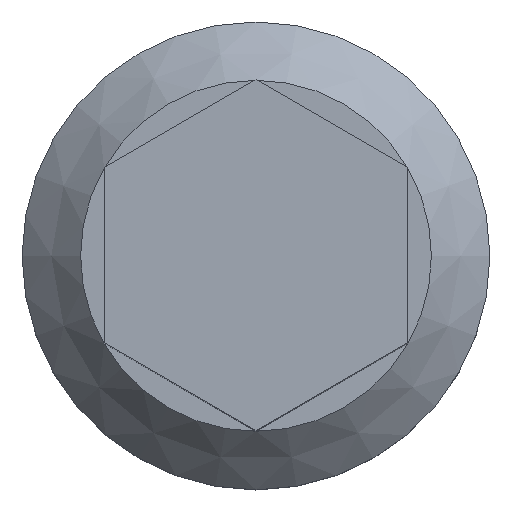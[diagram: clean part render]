
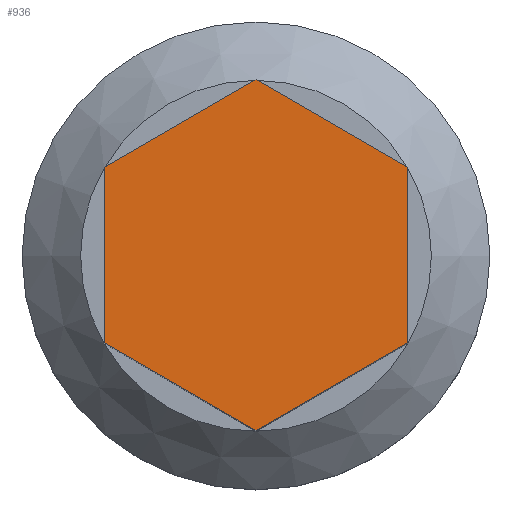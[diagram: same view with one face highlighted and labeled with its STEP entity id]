
A CAD part, top view. The second image highlights one B-rep face of the part: STEP entity #936.
In plain terms, the highlighted planar face has unit normal (0, 0, 1).
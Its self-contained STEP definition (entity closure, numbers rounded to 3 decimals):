
#386 = PLANE('',#387);
#387 = AXIS2_PLACEMENT_3D('',#388,#389,#390);
#388 = CARTESIAN_POINT('',(3.897,-2.25,4.));
#389 = DIRECTION('',(-1.,0.,0.));
#390 = DIRECTION('',(0.,1.,0.));
#415 = PLANE('',#416);
#416 = AXIS2_PLACEMENT_3D('',#417,#418,#419);
#417 = CARTESIAN_POINT('',(3.897,2.25,4.));
#418 = DIRECTION('',(-0.5,-0.866,0.));
#419 = DIRECTION('',(-0.866,0.5,0.));
#445 = PLANE('',#446);
#446 = AXIS2_PLACEMENT_3D('',#447,#448,#449);
#447 = CARTESIAN_POINT('',(0.,4.5,4.));
#448 = DIRECTION('',(0.5,-0.866,0.));
#449 = DIRECTION('',(-0.866,-0.5,0.));
#475 = PLANE('',#476);
#476 = AXIS2_PLACEMENT_3D('',#477,#478,#479);
#477 = CARTESIAN_POINT('',(-3.897,2.25,4.));
#478 = DIRECTION('',(1.,0.,0.));
#479 = DIRECTION('',(0.,-1.,0.));
#506 = PLANE('',#507);
#507 = AXIS2_PLACEMENT_3D('',#508,#509,#510);
#508 = CARTESIAN_POINT('',(-3.897,-2.25,4.));
#509 = DIRECTION('',(0.5,0.866,0.));
#510 = DIRECTION('',(0.866,-0.5,0.));
#536 = PLANE('',#537);
#537 = AXIS2_PLACEMENT_3D('',#538,#539,#540);
#538 = CARTESIAN_POINT('',(0.,-4.5,4.));
#539 = DIRECTION('',(-0.5,0.866,0.));
#540 = DIRECTION('',(0.866,0.5,0.));
#607 = VERTEX_POINT('',#608);
#608 = CARTESIAN_POINT('',(3.897,-2.25,16.));
#629 = EDGE_CURVE('',#607,#630,#632,.T.);
#630 = VERTEX_POINT('',#631);
#631 = CARTESIAN_POINT('',(3.897,2.25,16.));
#632 = SURFACE_CURVE('',#633,(#637,#644),.PCURVE_S1.);
#633 = LINE('',#634,#635);
#634 = CARTESIAN_POINT('',(3.897,-2.25,16.));
#635 = VECTOR('',#636,1.);
#636 = DIRECTION('',(0.,1.,0.));
#637 = PCURVE('',#386,#638);
#638 = DEFINITIONAL_REPRESENTATION('',(#639),#643);
#639 = LINE('',#640,#641);
#640 = CARTESIAN_POINT('',(0.,-12.));
#641 = VECTOR('',#642,1.);
#642 = DIRECTION('',(1.,0.));
#643 = ( GEOMETRIC_REPRESENTATION_CONTEXT(2) 
PARAMETRIC_REPRESENTATION_CONTEXT() REPRESENTATION_CONTEXT('2D SPACE',''
  ) );
#644 = PCURVE('',#645,#650);
#645 = PLANE('',#646);
#646 = AXIS2_PLACEMENT_3D('',#647,#648,#649);
#647 = CARTESIAN_POINT('',(0.,0.,16.));
#648 = DIRECTION('',(0.,0.,1.));
#649 = DIRECTION('',(1.,0.,0.));
#650 = DEFINITIONAL_REPRESENTATION('',(#651),#655);
#651 = LINE('',#652,#653);
#652 = CARTESIAN_POINT('',(3.897,-2.25));
#653 = VECTOR('',#654,1.);
#654 = DIRECTION('',(0.,1.));
#655 = ( GEOMETRIC_REPRESENTATION_CONTEXT(2) 
PARAMETRIC_REPRESENTATION_CONTEXT() REPRESENTATION_CONTEXT('2D SPACE',''
  ) );
#683 = EDGE_CURVE('',#630,#684,#686,.T.);
#684 = VERTEX_POINT('',#685);
#685 = CARTESIAN_POINT('',(0.,4.5,16.));
#686 = SURFACE_CURVE('',#687,(#691,#698),.PCURVE_S1.);
#687 = LINE('',#688,#689);
#688 = CARTESIAN_POINT('',(3.897,2.25,16.));
#689 = VECTOR('',#690,1.);
#690 = DIRECTION('',(-0.866,0.5,0.));
#691 = PCURVE('',#415,#692);
#692 = DEFINITIONAL_REPRESENTATION('',(#693),#697);
#693 = LINE('',#694,#695);
#694 = CARTESIAN_POINT('',(0.,-12.));
#695 = VECTOR('',#696,1.);
#696 = DIRECTION('',(1.,0.));
#697 = ( GEOMETRIC_REPRESENTATION_CONTEXT(2) 
PARAMETRIC_REPRESENTATION_CONTEXT() REPRESENTATION_CONTEXT('2D SPACE',''
  ) );
#698 = PCURVE('',#645,#699);
#699 = DEFINITIONAL_REPRESENTATION('',(#700),#704);
#700 = LINE('',#701,#702);
#701 = CARTESIAN_POINT('',(3.897,2.25));
#702 = VECTOR('',#703,1.);
#703 = DIRECTION('',(-0.866,0.5));
#704 = ( GEOMETRIC_REPRESENTATION_CONTEXT(2) 
PARAMETRIC_REPRESENTATION_CONTEXT() REPRESENTATION_CONTEXT('2D SPACE',''
  ) );
#732 = EDGE_CURVE('',#684,#733,#735,.T.);
#733 = VERTEX_POINT('',#734);
#734 = CARTESIAN_POINT('',(-3.897,2.25,16.));
#735 = SURFACE_CURVE('',#736,(#740,#747),.PCURVE_S1.);
#736 = LINE('',#737,#738);
#737 = CARTESIAN_POINT('',(0.,4.5,16.));
#738 = VECTOR('',#739,1.);
#739 = DIRECTION('',(-0.866,-0.5,0.));
#740 = PCURVE('',#445,#741);
#741 = DEFINITIONAL_REPRESENTATION('',(#742),#746);
#742 = LINE('',#743,#744);
#743 = CARTESIAN_POINT('',(0.,-12.));
#744 = VECTOR('',#745,1.);
#745 = DIRECTION('',(1.,0.));
#746 = ( GEOMETRIC_REPRESENTATION_CONTEXT(2) 
PARAMETRIC_REPRESENTATION_CONTEXT() REPRESENTATION_CONTEXT('2D SPACE',''
  ) );
#747 = PCURVE('',#645,#748);
#748 = DEFINITIONAL_REPRESENTATION('',(#749),#753);
#749 = LINE('',#750,#751);
#750 = CARTESIAN_POINT('',(0.,4.5));
#751 = VECTOR('',#752,1.);
#752 = DIRECTION('',(-0.866,-0.5));
#753 = ( GEOMETRIC_REPRESENTATION_CONTEXT(2) 
PARAMETRIC_REPRESENTATION_CONTEXT() REPRESENTATION_CONTEXT('2D SPACE',''
  ) );
#781 = EDGE_CURVE('',#733,#782,#784,.T.);
#782 = VERTEX_POINT('',#783);
#783 = CARTESIAN_POINT('',(-3.897,-2.25,16.));
#784 = SURFACE_CURVE('',#785,(#789,#796),.PCURVE_S1.);
#785 = LINE('',#786,#787);
#786 = CARTESIAN_POINT('',(-3.897,2.25,16.));
#787 = VECTOR('',#788,1.);
#788 = DIRECTION('',(0.,-1.,0.));
#789 = PCURVE('',#475,#790);
#790 = DEFINITIONAL_REPRESENTATION('',(#791),#795);
#791 = LINE('',#792,#793);
#792 = CARTESIAN_POINT('',(0.,-12.));
#793 = VECTOR('',#794,1.);
#794 = DIRECTION('',(1.,0.));
#795 = ( GEOMETRIC_REPRESENTATION_CONTEXT(2) 
PARAMETRIC_REPRESENTATION_CONTEXT() REPRESENTATION_CONTEXT('2D SPACE',''
  ) );
#796 = PCURVE('',#645,#797);
#797 = DEFINITIONAL_REPRESENTATION('',(#798),#802);
#798 = LINE('',#799,#800);
#799 = CARTESIAN_POINT('',(-3.897,2.25));
#800 = VECTOR('',#801,1.);
#801 = DIRECTION('',(0.,-1.));
#802 = ( GEOMETRIC_REPRESENTATION_CONTEXT(2) 
PARAMETRIC_REPRESENTATION_CONTEXT() REPRESENTATION_CONTEXT('2D SPACE',''
  ) );
#830 = EDGE_CURVE('',#782,#831,#833,.T.);
#831 = VERTEX_POINT('',#832);
#832 = CARTESIAN_POINT('',(0.,-4.5,16.));
#833 = SURFACE_CURVE('',#834,(#838,#845),.PCURVE_S1.);
#834 = LINE('',#835,#836);
#835 = CARTESIAN_POINT('',(-3.897,-2.25,16.));
#836 = VECTOR('',#837,1.);
#837 = DIRECTION('',(0.866,-0.5,0.));
#838 = PCURVE('',#506,#839);
#839 = DEFINITIONAL_REPRESENTATION('',(#840),#844);
#840 = LINE('',#841,#842);
#841 = CARTESIAN_POINT('',(0.,-12.));
#842 = VECTOR('',#843,1.);
#843 = DIRECTION('',(1.,0.));
#844 = ( GEOMETRIC_REPRESENTATION_CONTEXT(2) 
PARAMETRIC_REPRESENTATION_CONTEXT() REPRESENTATION_CONTEXT('2D SPACE',''
  ) );
#845 = PCURVE('',#645,#846);
#846 = DEFINITIONAL_REPRESENTATION('',(#847),#851);
#847 = LINE('',#848,#849);
#848 = CARTESIAN_POINT('',(-3.897,-2.25));
#849 = VECTOR('',#850,1.);
#850 = DIRECTION('',(0.866,-0.5));
#851 = ( GEOMETRIC_REPRESENTATION_CONTEXT(2) 
PARAMETRIC_REPRESENTATION_CONTEXT() REPRESENTATION_CONTEXT('2D SPACE',''
  ) );
#879 = EDGE_CURVE('',#831,#607,#880,.T.);
#880 = SURFACE_CURVE('',#881,(#885,#892),.PCURVE_S1.);
#881 = LINE('',#882,#883);
#882 = CARTESIAN_POINT('',(0.,-4.5,16.));
#883 = VECTOR('',#884,1.);
#884 = DIRECTION('',(0.866,0.5,0.));
#885 = PCURVE('',#536,#886);
#886 = DEFINITIONAL_REPRESENTATION('',(#887),#891);
#887 = LINE('',#888,#889);
#888 = CARTESIAN_POINT('',(0.,-12.));
#889 = VECTOR('',#890,1.);
#890 = DIRECTION('',(1.,0.));
#891 = ( GEOMETRIC_REPRESENTATION_CONTEXT(2) 
PARAMETRIC_REPRESENTATION_CONTEXT() REPRESENTATION_CONTEXT('2D SPACE',''
  ) );
#892 = PCURVE('',#645,#893);
#893 = DEFINITIONAL_REPRESENTATION('',(#894),#898);
#894 = LINE('',#895,#896);
#895 = CARTESIAN_POINT('',(0.,-4.5));
#896 = VECTOR('',#897,1.);
#897 = DIRECTION('',(0.866,0.5));
#898 = ( GEOMETRIC_REPRESENTATION_CONTEXT(2) 
PARAMETRIC_REPRESENTATION_CONTEXT() REPRESENTATION_CONTEXT('2D SPACE',''
  ) );
#936 = ADVANCED_FACE('',(#937),#645,.T.);
#937 = FACE_BOUND('',#938,.T.);
#938 = EDGE_LOOP('',(#939,#940,#941,#942,#943,#944));
#939 = ORIENTED_EDGE('',*,*,#781,.T.);
#940 = ORIENTED_EDGE('',*,*,#830,.T.);
#941 = ORIENTED_EDGE('',*,*,#879,.T.);
#942 = ORIENTED_EDGE('',*,*,#629,.T.);
#943 = ORIENTED_EDGE('',*,*,#683,.T.);
#944 = ORIENTED_EDGE('',*,*,#732,.T.);
